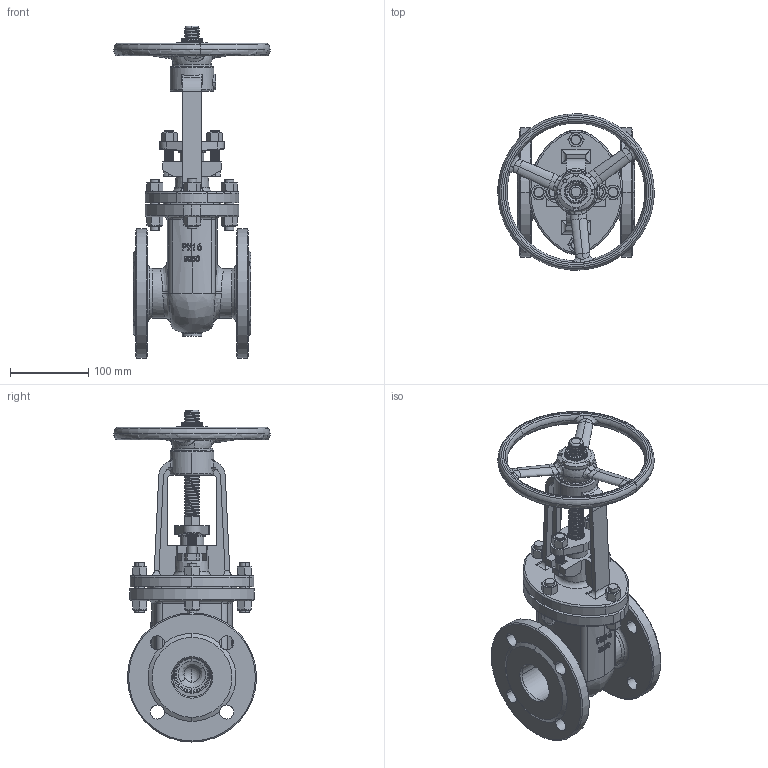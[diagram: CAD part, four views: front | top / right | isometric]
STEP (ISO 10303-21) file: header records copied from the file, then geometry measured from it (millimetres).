
FILE_DESCRIPTION(('HOOPS Exchange Step'),'2;1');
FILE_NAME('AS03_DN50.stp','2025-10-08T10:20:54+02:00',('nieru'),('Unknown organisation'),'HOOPS Exchange 2024.2','HOOPS Exchange','Unknown authorisation');
FILE_SCHEMA( ('AP203_CONFIGURATION_CONTROLLED_3D_DESIGN_OF_MECHANICAL_PARTS_AND_ASSEMBLIES_MIM_LF') );
Length unit declared in the file: millimetre
Products named in the file (6): 0; root
Assembly tree (5 placements, depth 3):
  root
    0
      0
      0
      0
      0
Bounding box: 199.63 x 199.63 x 424.1 mm (x, y, z)
Volume: 1890784.2 mm3; surface area: 474061.2 mm2
Topology: 26 solids, 26 shells, 1530 faces, 4054 edges, 2585 vertices
Faces by surface type: cylinder 663, plane 392, cone 191, bspline 148, torus 120, sphere 16
Entity records: 160866 total; most frequent: CARTESIAN_POINT 125854, ORIENTED_EDGE 8078, DIRECTION 6159, EDGE_CURVE 4039, VERTEX_POINT 2585, AXIS2_PLACEMENT_3D 2409, EDGE_LOOP 1642, FACE_BOUND 1642
